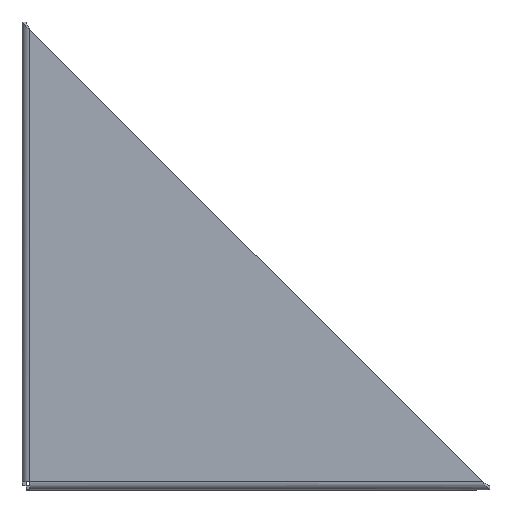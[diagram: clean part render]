
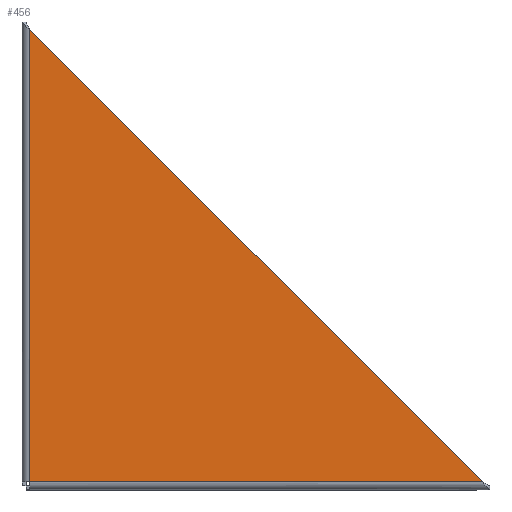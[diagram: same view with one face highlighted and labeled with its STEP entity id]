
A CAD part, top view. The second image highlights one B-rep face of the part: STEP entity #456.
In plain terms, the highlighted planar face has unit normal (0, 0, 1).
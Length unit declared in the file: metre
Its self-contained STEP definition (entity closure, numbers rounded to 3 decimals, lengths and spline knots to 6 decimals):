
#59=ORIENTED_EDGE('',*,*,#180,.T.);
#60=ORIENTED_EDGE('',*,*,#181,.T.);
#61=ORIENTED_EDGE('',*,*,#174,.T.);
#174=EDGE_CURVE('',#235,#236,#273,.T.);
#180=EDGE_CURVE('',#236,#240,#279,.T.);
#181=EDGE_CURVE('',#240,#235,#280,.T.);
#235=VERTEX_POINT('',#671);
#236=VERTEX_POINT('',#672);
#240=VERTEX_POINT('',#684);
#273=LINE('',#670,#314);
#279=LINE('',#683,#320);
#280=LINE('',#685,#321);
#314=VECTOR('',#543,1.);
#320=VECTOR('',#553,1.);
#321=VECTOR('',#554,1.);
#357=EDGE_LOOP('',(#59,#60,#61));
#398=FACE_BOUND('',#357,.T.);
#439=PLANE('',#498);
#456=ADVANCED_FACE('',(#398),#439,.T.);
#498=AXIS2_PLACEMENT_3D('',#682,#551,#552);
#543=DIRECTION('',(-0.707,0.707,0.));
#551=DIRECTION('',(0.,0.,1.));
#552=DIRECTION('',(1.,0.,0.));
#553=DIRECTION('',(0.,-1.,0.));
#554=DIRECTION('',(1.,0.,0.));
#670=CARTESIAN_POINT('',(0.175,0.175,0.003));
#671=CARTESIAN_POINT('',(0.347,0.003,0.003));
#672=CARTESIAN_POINT('',(0.003,0.347,0.003));
#682=CARTESIAN_POINT('',(0.175,0.175,0.003));
#683=CARTESIAN_POINT('',(0.003,0.175,0.003));
#684=CARTESIAN_POINT('',(0.003,0.003,0.003));
#685=CARTESIAN_POINT('',(0.175,0.003,0.003));
